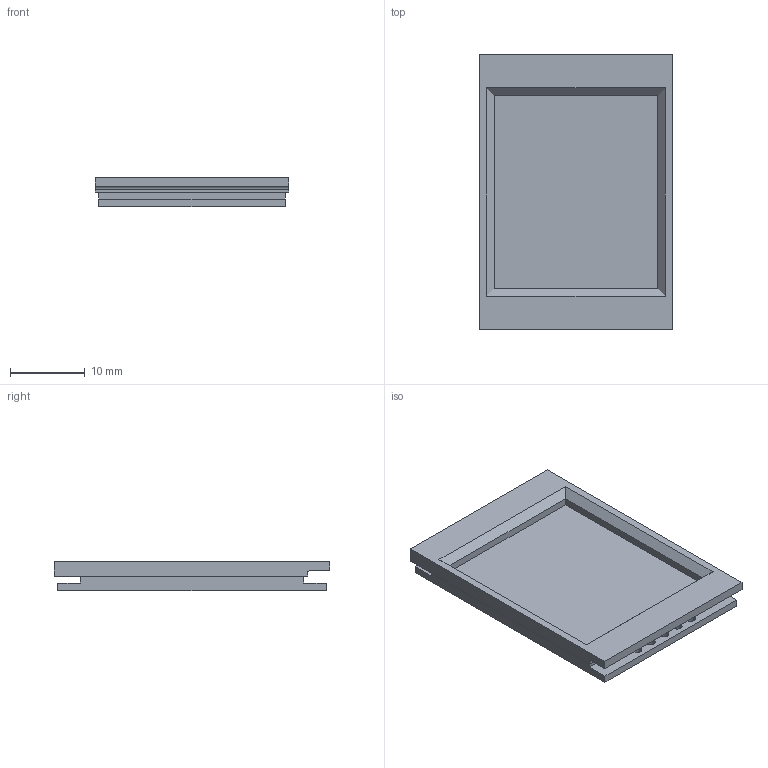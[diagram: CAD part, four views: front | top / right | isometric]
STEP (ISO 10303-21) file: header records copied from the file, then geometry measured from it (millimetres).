
FILE_DESCRIPTION(('FreeCAD Model'),'2;1');
FILE_NAME('Open CASCADE Shape Model','2025-10-02T13:25:26',('Author'),( ''),'Open CASCADE STEP processor 7.9','FreeCAD','Unknown');
FILE_SCHEMA(('AUTOMOTIVE_DESIGN { 1 0 10303 214 1 1 1 1 }'));
Length unit declared in the file: millimetre
Products named in the file (3): Unnamed; Part; Socket
Assembly tree (2 placements, depth 2):
  Unnamed
    Part
    Socket
Bounding box: 26 x 37 x 3.9 mm (x, y, z)
Volume: 2238 mm3; surface area: 3188.6 mm2
Topology: 2 solids, 2 shells, 32 faces, 80 edges, 52 vertices
Faces by surface type: plane 26, cylinder 6
Full cylindrical faces by diameter (mm): 1.25 x5
Entity records: 1028 total; most frequent: CARTESIAN_POINT 172, ORIENTED_EDGE 160, DIRECTION 157, EDGE_CURVE 80, LINE 63, VECTOR 63, VERTEX_POINT 52, AXIS2_PLACEMENT_3D 47
